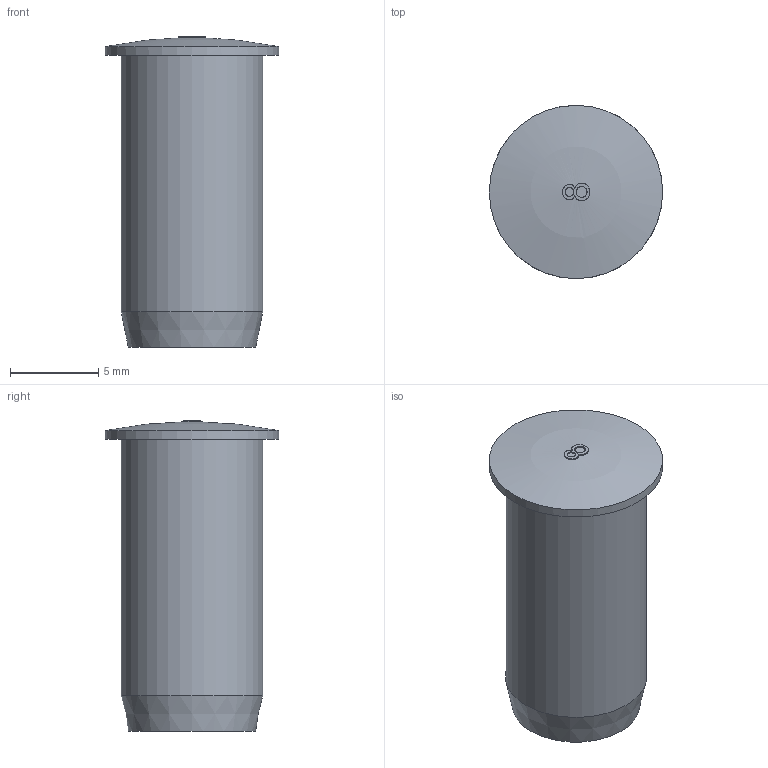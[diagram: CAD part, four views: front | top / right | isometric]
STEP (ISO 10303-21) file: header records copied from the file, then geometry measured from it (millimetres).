
FILE_DESCRIPTION(/* description */ (''),/* implementation_level */ '2;1');
FILE_NAME(/* name */ '28787_7_KDS_KES-VS_8.stp',/* time_stamp */ '2020-04-16T11:04:30+02:00',/* author */ (''),/* organization */ (''),/* preprocessor_version */ 'ST-DEVELOPER v16.7',/* originating_system */ 'SIEMENS PLM Software NX 12.0',/* authorisation */ '');
FILE_SCHEMA (('AUTOMOTIVE_DESIGN { 1 0 10303 214 3 1 1 1 }'));
Length unit declared in the file: millimetre
Products named in the file (1): 28787_7_KDS_KES-VS_8
Bounding box: 9.8 x 9.8 x 17.56 mm (x, y, z)
Volume: 552.4 mm3; surface area: 830.3 mm2
Topology: 1 solids, 1 shells, 26 faces, 59 edges, 39 vertices
Faces by surface type: extrusion 15, plane 4, sphere 3, cylinder 3, cone 1
Full cylindrical faces by diameter (mm): 5 x1, 8 x1, 9.8 x1
Entity records: 1048 total; most frequent: CARTESIAN_POINT 521, ORIENTED_EDGE 104, DIRECTION 68, EDGE_CURVE 52, B_SPLINE_CURVE_WITH_KNOTS 45, VERTEX_POINT 37, EDGE_LOOP 35, VECTOR 30
